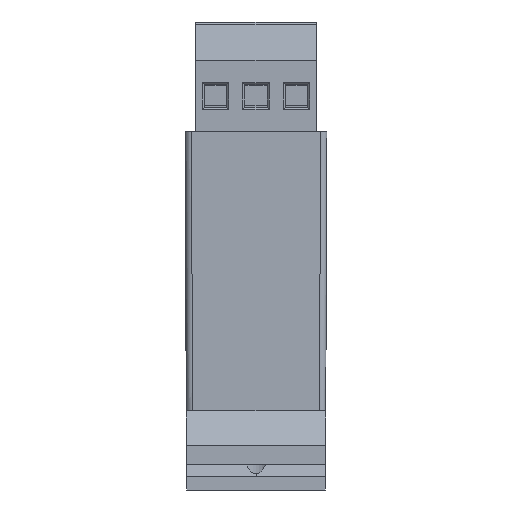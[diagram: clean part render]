
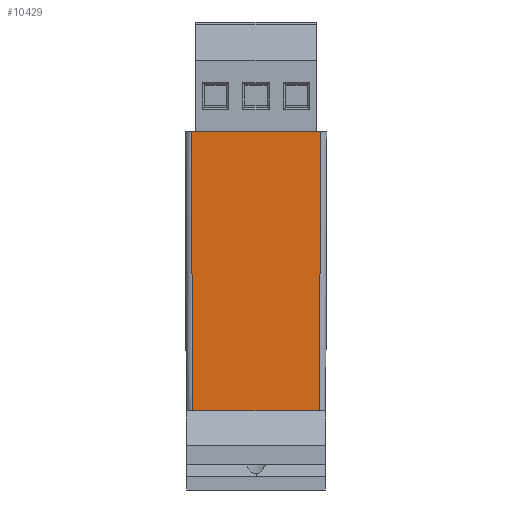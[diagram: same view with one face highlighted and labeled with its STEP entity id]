
A CAD part, left-side view. The second image highlights one B-rep face of the part: STEP entity #10429.
In plain terms, the highlighted planar face has unit normal (-1, 0, -0.009).
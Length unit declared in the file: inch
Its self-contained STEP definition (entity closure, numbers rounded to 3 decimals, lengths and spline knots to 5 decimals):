
#189 = CARTESIAN_POINT ( 'NONE',  ( -0.9875, -0.885, 0.392 ) ) ;
#190 = DIRECTION ( 'NONE',  ( 0., 1., 0. ) ) ;
#889 = ORIENTED_EDGE ( 'NONE', *, *, #10822, .T. ) ;
#904 = ORIENTED_EDGE ( 'NONE', *, *, #10055, .F. ) ;
#922 = ORIENTED_EDGE ( 'NONE', *, *, #10666, .T. ) ;
#1144 = ORIENTED_EDGE ( 'NONE', *, *, #10636, .T. ) ;
#1305 = VERTEX_POINT ( 'NONE', #2594 ) ;
#1585 = VERTEX_POINT ( 'NONE', #2255 ) ;
#1616 = VERTEX_POINT ( 'NONE', #2294 ) ;
#1640 = VERTEX_POINT ( 'NONE', #2203 ) ;
#2203 = CARTESIAN_POINT ( 'NONE',  ( -1., 0.31897, 1.77 ) ) ;
#2255 = CARTESIAN_POINT ( 'NONE',  ( -0.9875, -0.31296, 0.392 ) ) ;
#2294 = CARTESIAN_POINT ( 'NONE',  ( -1., -0.31897, 1.77 ) ) ;
#2594 = CARTESIAN_POINT ( 'NONE',  ( -0.9875, 0.31296, 0.392 ) ) ;
#2862 = VECTOR ( 'NONE', #190, 39.37008 ) ;
#3621 = PLANE ( 'NONE',  #7707 ) ;
#3622 = CARTESIAN_POINT ( 'NONE',  ( -1., -0.885, 1.77 ) ) ;
#3623 = DIRECTION ( 'NONE',  ( 1., 0., 0.009 ) ) ;
#3624 = DIRECTION ( 'NONE',  ( 0.009, 0., -1. ) ) ;
#4320 = CARTESIAN_POINT ( 'NONE',  ( -1.00002, -0.31898, 1.77247 ) ) ;
#4321 = DIRECTION ( 'NONE',  ( -0.009, -0.004, 1. ) ) ;
#4448 = CARTESIAN_POINT ( 'NONE',  ( -1., -0.3425, 1.77 ) ) ;
#4449 = DIRECTION ( 'NONE',  ( 0., 1., 0. ) ) ;
#4845 = CARTESIAN_POINT ( 'NONE',  ( -0.99995, 0.31895, 1.76475 ) ) ;
#4846 = DIRECTION ( 'NONE',  ( 0.009, -0.004, -1. ) ) ;
#5306 = FACE_OUTER_BOUND ( 'NONE', #8596, .T. ) ;
#5842 = LINE ( 'NONE', #4320, #7284 ) ;
#5880 = LINE ( 'NONE', #4448, #7837 ) ;
#6026 = LINE ( 'NONE', #4845, #7803 ) ;
#6225 = LINE ( 'NONE', #189, #2862 ) ;
#7284 = VECTOR ( 'NONE', #4321, 39.37008 ) ;
#7707 = AXIS2_PLACEMENT_3D ( 'NONE', #3622, #3623, #3624 ) ;
#7803 = VECTOR ( 'NONE', #4846, 39.37008 ) ;
#7837 = VECTOR ( 'NONE', #4449, 39.37008 ) ;
#8596 = EDGE_LOOP ( 'NONE', ( #922, #889, #904, #1144 ) ) ;
#10055 = EDGE_CURVE ( 'NONE', #1585, #1305, #6225, .T. ) ;
#10429 = ADVANCED_FACE ( 'NONE', ( #5306 ), #3621, .F. ) ;
#10636 = EDGE_CURVE ( 'NONE', #1585, #1616, #5842, .T. ) ;
#10666 = EDGE_CURVE ( 'NONE', #1616, #1640, #5880, .T. ) ;
#10822 = EDGE_CURVE ( 'NONE', #1640, #1305, #6026, .T. ) ;
